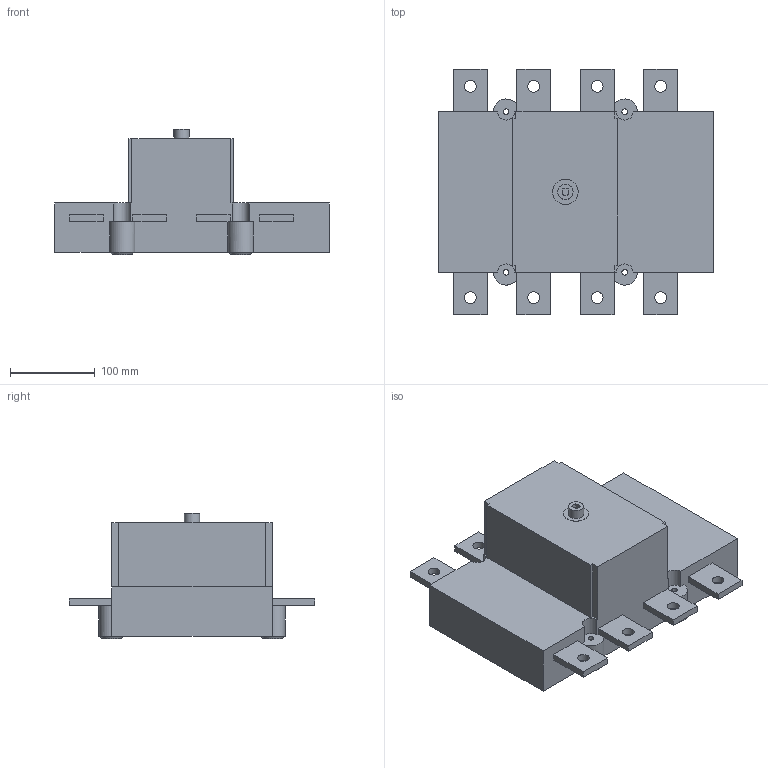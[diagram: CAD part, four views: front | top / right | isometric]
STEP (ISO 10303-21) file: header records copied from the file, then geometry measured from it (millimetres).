
FILE_DESCRIPTION(/* description */ (''),/* implementation_level */ '2;1');
FILE_NAME(/* name */ '3d_GE1250DT4.stp',/* time_stamp */ '2022-07-07T09:56:07+02:00',/* author */ ('Andrzej'),/* organization */ (''),/* preprocessor_version */ 'ST-DEVELOPER v16.13',/* originating_system */ 'AutoCAD Mechanical',/* authorisation */ '');
FILE_SCHEMA (('AUTOMOTIVE_DESIGN { 1 0 10303 214 3 1 1 }'));
Length unit declared in the file: millimetre
Products named in the file (1): Product
Bounding box: 325 x 290 x 148 mm (x, y, z)
Volume: 5552235.7 mm3; surface area: 280765.8 mm2
Topology: 1 solids, 1 shells, 107 faces, 330 edges, 253 vertices
Faces by surface type: plane 81, cylinder 22, cone 4
Full cylindrical faces by diameter (mm): 6.5 x4, 14 x8, 18 x1, 30 x1
Entity records: 3664 total; most frequent: CARTESIAN_POINT 696, DIRECTION 612, ORIENTED_EDGE 520, EDGE_CURVE 260, LINE 220, VECTOR 220, AXIS2_PLACEMENT_3D 196, VERTEX_POINT 184
